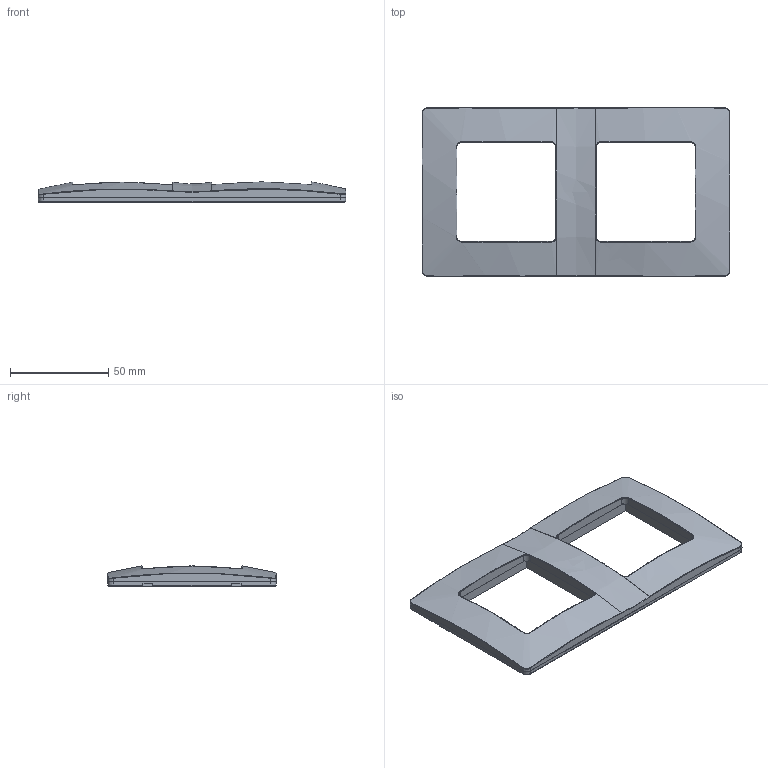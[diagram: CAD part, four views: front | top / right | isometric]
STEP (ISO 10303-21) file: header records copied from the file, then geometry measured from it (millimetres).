
FILE_DESCRIPTION (( 'STEP AP203' ), '1' );
FILE_NAME ('Ramka_2p.STEP', '2025-06-25T20:43:13', ( '' ), ( '' ), 'SwSTEP 2.0', 'SolidWorks 2022', '' );
FILE_SCHEMA (( 'CONFIG_CONTROL_DESIGN' ));
Length unit declared in the file: millimetre
Products named in the file (1): Ramka_2p
Bounding box: 157 x 86 x 10.33 mm (x, y, z)
Surface area: 26991.2 mm2 (no closed solid volume)
Topology: 0 solids, 10 shells, 215 faces, 524 edges, 327 vertices
Faces by surface type: plane 116, bspline 57, cylinder 30, cone 8, torus 4
Entity records: 12356 total; most frequent: CARTESIAN_POINT 8600, ORIENTED_EDGE 1035, EDGE_CURVE 524, B_SPLINE_CURVE_WITH_KNOTS 480, VERTEX_POINT 327, DIRECTION 318, EDGE_LOOP 218, ADVANCED_FACE 215
